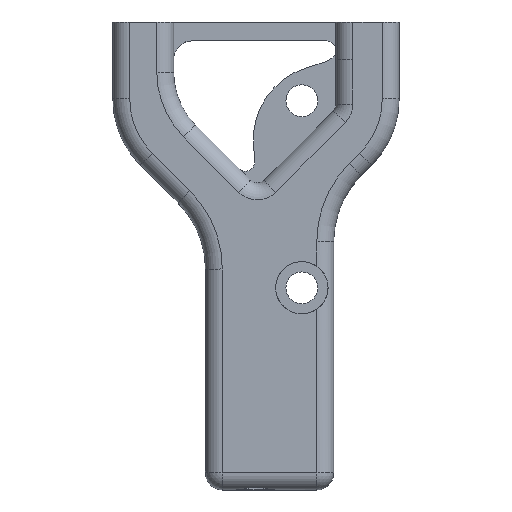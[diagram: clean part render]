
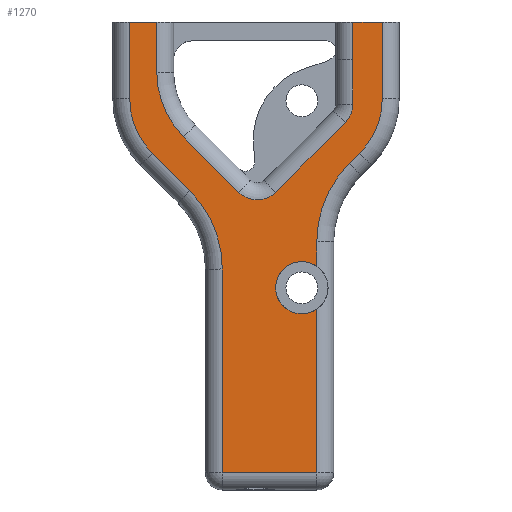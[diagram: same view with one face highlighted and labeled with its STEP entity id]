
A CAD part, top view. The second image highlights one B-rep face of the part: STEP entity #1270.
In plain terms, the highlighted planar face has unit normal (0, 0, 1).
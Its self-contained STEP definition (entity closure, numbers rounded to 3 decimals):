
#46=PLANE('',#1442);
#54=LINE('',#1926,#147);
#55=LINE('',#1929,#148);
#57=LINE('',#1943,#150);
#59=LINE('',#1955,#152);
#61=LINE('',#1967,#154);
#79=LINE('',#2032,#172);
#81=LINE('',#2037,#174);
#82=LINE('',#2048,#175);
#84=LINE('',#2060,#177);
#90=LINE('',#2101,#183);
#93=LINE('',#2111,#186);
#94=LINE('',#2122,#187);
#96=LINE('',#2131,#189);
#143=LINE('',#2297,#236);
#144=LINE('',#2298,#237);
#147=VECTOR('',#1471,10.);
#148=VECTOR('',#1474,10.);
#150=VECTOR('',#1490,10.);
#152=VECTOR('',#1504,10.);
#154=VECTOR('',#1518,10.);
#172=VECTOR('',#1566,10.);
#174=VECTOR('',#1570,10.);
#175=VECTOR('',#1583,10.);
#177=VECTOR('',#1597,10.);
#183=VECTOR('',#1617,10.);
#186=VECTOR('',#1626,10.);
#187=VECTOR('',#1639,10.);
#189=VECTOR('',#1651,10.);
#236=VECTOR('',#1850,10.);
#237=VECTOR('',#1851,10.);
#342=FACE_OUTER_BOUND('',#419,.T.);
#419=EDGE_LOOP('',(#1167,#1168,#1169,#1170,#1171,#1172,#1173,#1174,#1175,
#1176,#1177,#1178,#1179,#1180,#1181,#1182,#1183,#1184,#1185,#1186,#1187,
#1188,#1189,#1190));
#435=CIRCLE('',#1301,2.8);
#439=CIRCLE('',#1307,2.8);
#443=CIRCLE('',#1313,9.8);
#454=CIRCLE('',#1335,11.8);
#458=CIRCLE('',#1341,8.2);
#468=CIRCLE('',#1357,8.2);
#472=CIRCLE('',#1363,11.8);
#494=CIRCLE('',#1404,2.8);
#495=CIRCLE('',#1405,2.8);
#519=VERTEX_POINT('',#1919);
#522=VERTEX_POINT('',#1924);
#523=VERTEX_POINT('',#1928);
#526=VERTEX_POINT('',#1935);
#528=VERTEX_POINT('',#1941);
#530=VERTEX_POINT('',#1947);
#532=VERTEX_POINT('',#1953);
#534=VERTEX_POINT('',#1959);
#536=VERTEX_POINT('',#1965);
#548=VERTEX_POINT('',#2003);
#552=VERTEX_POINT('',#2015);
#553=VERTEX_POINT('',#2016);
#555=VERTEX_POINT('',#2035);
#557=VERTEX_POINT('',#2040);
#559=VERTEX_POINT('',#2046);
#561=VERTEX_POINT('',#2052);
#563=VERTEX_POINT('',#2058);
#565=VERTEX_POINT('',#2064);
#574=VERTEX_POINT('',#2104);
#577=VERTEX_POINT('',#2109);
#579=VERTEX_POINT('',#2114);
#581=VERTEX_POINT('',#2120);
#583=VERTEX_POINT('',#2126);
#612=VERTEX_POINT('',#2226);
#641=EDGE_CURVE('',#522,#519,#54,.T.);
#642=EDGE_CURVE('',#519,#523,#55,.T.);
#646=EDGE_CURVE('',#526,#522,#435,.T.);
#649=EDGE_CURVE('',#528,#526,#57,.T.);
#652=EDGE_CURVE('',#530,#528,#439,.T.);
#655=EDGE_CURVE('',#532,#530,#59,.T.);
#658=EDGE_CURVE('',#534,#532,#443,.T.);
#661=EDGE_CURVE('',#536,#534,#61,.T.);
#686=EDGE_CURVE('',#553,#548,#79,.T.);
#689=EDGE_CURVE('',#555,#552,#81,.T.);
#691=EDGE_CURVE('',#557,#555,#454,.T.);
#694=EDGE_CURVE('',#559,#557,#82,.T.);
#697=EDGE_CURVE('',#561,#559,#458,.T.);
#700=EDGE_CURVE('',#563,#561,#84,.T.);
#713=EDGE_CURVE('',#548,#565,#90,.T.);
#718=EDGE_CURVE('',#577,#574,#93,.T.);
#720=EDGE_CURVE('',#579,#577,#468,.T.);
#723=EDGE_CURVE('',#581,#579,#94,.T.);
#726=EDGE_CURVE('',#583,#581,#472,.T.);
#728=EDGE_CURVE('',#565,#583,#96,.T.);
#778=EDGE_CURVE('',#553,#612,#494,.T.);
#779=EDGE_CURVE('',#612,#552,#495,.T.);
#813=EDGE_CURVE('',#563,#523,#143,.T.);
#814=EDGE_CURVE('',#536,#574,#144,.T.);
#1167=ORIENTED_EDGE('',*,*,#661,.F.);
#1168=ORIENTED_EDGE('',*,*,#814,.T.);
#1169=ORIENTED_EDGE('',*,*,#718,.F.);
#1170=ORIENTED_EDGE('',*,*,#720,.F.);
#1171=ORIENTED_EDGE('',*,*,#723,.F.);
#1172=ORIENTED_EDGE('',*,*,#726,.F.);
#1173=ORIENTED_EDGE('',*,*,#728,.F.);
#1174=ORIENTED_EDGE('',*,*,#713,.F.);
#1175=ORIENTED_EDGE('',*,*,#686,.F.);
#1176=ORIENTED_EDGE('',*,*,#778,.T.);
#1177=ORIENTED_EDGE('',*,*,#779,.T.);
#1178=ORIENTED_EDGE('',*,*,#689,.F.);
#1179=ORIENTED_EDGE('',*,*,#691,.F.);
#1180=ORIENTED_EDGE('',*,*,#694,.F.);
#1181=ORIENTED_EDGE('',*,*,#697,.F.);
#1182=ORIENTED_EDGE('',*,*,#700,.F.);
#1183=ORIENTED_EDGE('',*,*,#813,.T.);
#1184=ORIENTED_EDGE('',*,*,#642,.F.);
#1185=ORIENTED_EDGE('',*,*,#641,.F.);
#1186=ORIENTED_EDGE('',*,*,#646,.F.);
#1187=ORIENTED_EDGE('',*,*,#649,.F.);
#1188=ORIENTED_EDGE('',*,*,#652,.F.);
#1189=ORIENTED_EDGE('',*,*,#655,.F.);
#1190=ORIENTED_EDGE('',*,*,#658,.F.);
#1270=ADVANCED_FACE('',(#342),#46,.T.);
#1301=AXIS2_PLACEMENT_3D('',#1937,#1482,#1483);
#1307=AXIS2_PLACEMENT_3D('',#1949,#1496,#1497);
#1313=AXIS2_PLACEMENT_3D('',#1961,#1510,#1511);
#1335=AXIS2_PLACEMENT_3D('',#2042,#1575,#1576);
#1341=AXIS2_PLACEMENT_3D('',#2054,#1589,#1590);
#1357=AXIS2_PLACEMENT_3D('',#2116,#1631,#1632);
#1363=AXIS2_PLACEMENT_3D('',#2128,#1645,#1646);
#1404=AXIS2_PLACEMENT_3D('',#2228,#1757,#1758);
#1405=AXIS2_PLACEMENT_3D('',#2229,#1759,#1760);
#1442=AXIS2_PLACEMENT_3D('',#2299,#1852,#1853);
#1471=DIRECTION('',(0.,1.,0.));
#1474=DIRECTION('',(0.,1.,0.));
#1482=DIRECTION('center_axis',(0.,0.,1.));
#1483=DIRECTION('ref_axis',(0.924,-0.383,0.));
#1490=DIRECTION('',(0.707,0.707,0.));
#1496=DIRECTION('center_axis',(0.,0.,1.));
#1497=DIRECTION('ref_axis',(0.,-1.,0.));
#1504=DIRECTION('',(0.707,-0.707,0.));
#1510=DIRECTION('center_axis',(0.,0.,1.));
#1511=DIRECTION('ref_axis',(-0.924,-0.383,0.));
#1518=DIRECTION('',(0.,-1.,0.));
#1566=DIRECTION('',(0.,-1.,0.));
#1570=DIRECTION('',(0.,-1.,0.));
#1575=DIRECTION('center_axis',(0.,0.,1.));
#1576=DIRECTION('ref_axis',(-0.924,0.383,0.));
#1583=DIRECTION('',(-0.707,-0.707,0.));
#1589=DIRECTION('center_axis',(0.,0.,-1.));
#1590=DIRECTION('ref_axis',(0.924,-0.383,0.));
#1597=DIRECTION('',(0.,-1.,0.));
#1617=DIRECTION('',(-1.,0.,0.));
#1626=DIRECTION('',(0.,1.,0.));
#1631=DIRECTION('center_axis',(0.,0.,-1.));
#1632=DIRECTION('ref_axis',(-0.924,-0.383,0.));
#1639=DIRECTION('',(-0.707,0.707,0.));
#1645=DIRECTION('center_axis',(0.,0.,1.));
#1646=DIRECTION('ref_axis',(0.924,0.383,0.));
#1651=DIRECTION('',(0.,1.,0.));
#1757=DIRECTION('center_axis',(0.,0.,-1.));
#1758=DIRECTION('ref_axis',(1.,0.,0.));
#1759=DIRECTION('center_axis',(0.,0.,-1.));
#1760=DIRECTION('ref_axis',(1.,0.,0.));
#1850=DIRECTION('',(-1.,0.,0.));
#1851=DIRECTION('',(-1.,0.,0.));
#1852=DIRECTION('center_axis',(0.,0.,1.));
#1853=DIRECTION('ref_axis',(1.,0.,0.));
#1919=CARTESIAN_POINT('',(25.65,38.,2.9));
#1924=CARTESIAN_POINT('',(25.65,33.207,2.9));
#1926=CARTESIAN_POINT('',(25.65,27.103,2.9));
#1928=CARTESIAN_POINT('',(25.65,42.,2.9));
#1929=CARTESIAN_POINT('',(25.65,29.5,2.9));
#1935=CARTESIAN_POINT('',(24.83,31.227,2.9));
#1937=CARTESIAN_POINT('Origin',(22.85,33.207,2.9));
#1941=CARTESIAN_POINT('',(17.421,23.818,2.9));
#1943=CARTESIAN_POINT('',(16.186,22.583,2.9));
#1947=CARTESIAN_POINT('',(13.462,23.818,2.9));
#1949=CARTESIAN_POINT('Origin',(15.441,25.798,2.9));
#1953=CARTESIAN_POINT('',(7.57,29.71,2.9));
#1955=CARTESIAN_POINT('',(11.68,25.6,2.9));
#1959=CARTESIAN_POINT('',(4.7,36.639,2.9));
#1961=CARTESIAN_POINT('Origin',(14.5,36.639,2.9));
#1965=CARTESIAN_POINT('',(4.7,42.,2.9));
#1967=CARTESIAN_POINT('',(4.7,29.5,2.9));
#2003=CARTESIAN_POINT('',(21.8,-6.2,2.9));
#2015=CARTESIAN_POINT('',(21.8,15.898,2.9));
#2016=CARTESIAN_POINT('',(21.8,11.302,2.9));
#2032=CARTESIAN_POINT('',(21.8,10.5,2.9));
#2035=CARTESIAN_POINT('',(21.8,18.501,2.9));
#2037=CARTESIAN_POINT('',(21.8,10.5,2.9));
#2040=CARTESIAN_POINT('',(25.256,26.845,2.9));
#2042=CARTESIAN_POINT('Origin',(33.6,18.501,2.9));
#2046=CARTESIAN_POINT('',(26.398,27.987,2.9));
#2048=CARTESIAN_POINT('',(19.841,21.43,2.9));
#2052=CARTESIAN_POINT('',(28.8,33.785,2.9));
#2054=CARTESIAN_POINT('Origin',(20.6,33.785,2.9));
#2058=CARTESIAN_POINT('',(28.8,42.,2.9));
#2060=CARTESIAN_POINT('',(28.8,25.322,2.9));
#2064=CARTESIAN_POINT('',(11.7,-6.2,2.9));
#2101=CARTESIAN_POINT('',(12.6,-6.2,2.9));
#2104=CARTESIAN_POINT('',(1.8,42.,2.9));
#2109=CARTESIAN_POINT('',(1.8,33.785,2.9));
#2111=CARTESIAN_POINT('',(1.8,31.5,2.9));
#2114=CARTESIAN_POINT('',(4.202,27.987,2.9));
#2116=CARTESIAN_POINT('Origin',(10.,33.785,2.9));
#2120=CARTESIAN_POINT('',(8.244,23.945,2.9));
#2122=CARTESIAN_POINT('',(7.259,24.93,2.9));
#2126=CARTESIAN_POINT('',(11.7,15.601,2.9));
#2128=CARTESIAN_POINT('Origin',(-0.1,15.601,2.9));
#2131=CARTESIAN_POINT('',(11.7,20.372,2.9));
#2226=CARTESIAN_POINT('',(17.4,13.6,2.9));
#2228=CARTESIAN_POINT('Origin',(20.2,13.6,2.9));
#2229=CARTESIAN_POINT('Origin',(20.2,13.6,2.9));
#2297=CARTESIAN_POINT('',(30.6,42.,2.9));
#2298=CARTESIAN_POINT('',(30.6,42.,2.9));
#2299=CARTESIAN_POINT('Origin',(15.3,21.,2.9));
